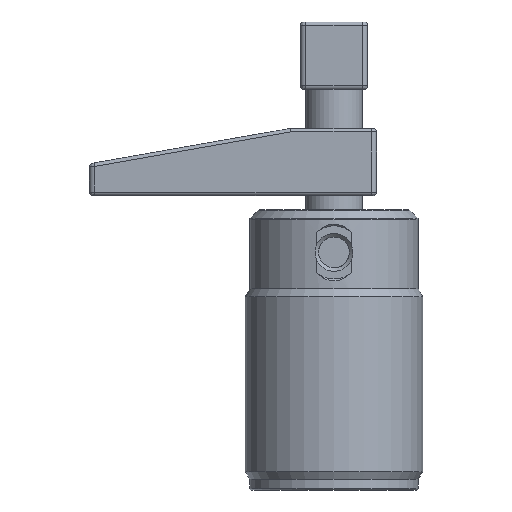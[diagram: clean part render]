
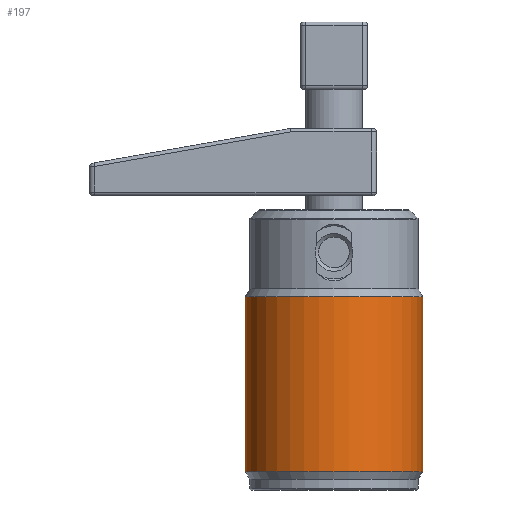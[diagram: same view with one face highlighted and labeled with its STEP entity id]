
A CAD part, front view. The second image highlights one B-rep face of the part: STEP entity #197.
In plain terms, the highlighted cylindrical face has radius 25 mm (diameter 50 mm), a full revolution.
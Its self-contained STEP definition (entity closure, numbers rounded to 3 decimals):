
#95=CYLINDRICAL_SURFACE('',#1439,25.);
#141=FACE_BOUND('',#406,.T.);
#142=FACE_BOUND('',#407,.T.);
#197=ADVANCED_FACE('',(#141,#142),#95,.T.);
#406=EDGE_LOOP('',(#655));
#407=EDGE_LOOP('',(#656));
#542=CIRCLE('',#1437,25.);
#543=CIRCLE('',#1438,25.);
#655=ORIENTED_EDGE('',*,*,#1132,.T.);
#656=ORIENTED_EDGE('',*,*,#1133,.T.);
#1013=VERTEX_POINT('',#2129);
#1014=VERTEX_POINT('',#2131);
#1132=EDGE_CURVE('',#1013,#1013,#542,.T.);
#1133=EDGE_CURVE('',#1014,#1014,#543,.T.);
#1437=AXIS2_PLACEMENT_3D('',#2128,#1648,#1649);
#1438=AXIS2_PLACEMENT_3D('',#2130,#1650,#1651);
#1439=AXIS2_PLACEMENT_3D('',#2132,#1652,#1653);
#1648=DIRECTION('',(0.,0.,1.));
#1649=DIRECTION('',(-1.,0.,0.));
#1650=DIRECTION('',(0.,0.,-1.));
#1651=DIRECTION('',(1.,0.,0.));
#1652=DIRECTION('',(0.,0.,1.));
#1653=DIRECTION('',(1.,0.,0.));
#2128=CARTESIAN_POINT('',(0.,0.,-77.835));
#2129=CARTESIAN_POINT('',(-25.,0.,-77.835));
#2130=CARTESIAN_POINT('',(0.,0.,-28.465));
#2131=CARTESIAN_POINT('',(25.,0.,-28.465));
#2132=CARTESIAN_POINT('',(0.,0.,-80.));
